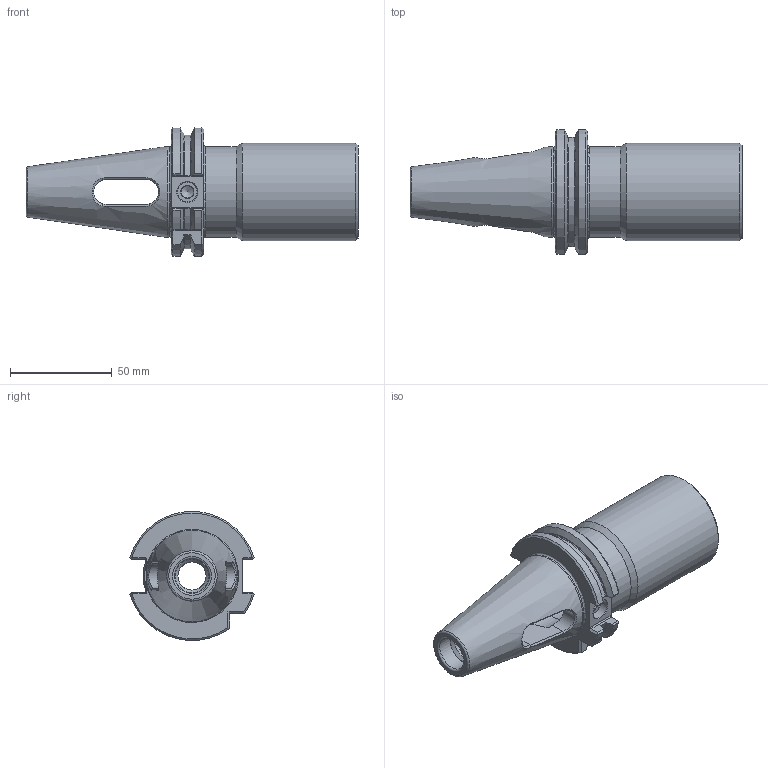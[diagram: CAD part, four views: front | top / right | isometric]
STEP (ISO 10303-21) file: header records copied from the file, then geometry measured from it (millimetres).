
FILE_DESCRIPTION( ( 'Unknown' ), '1' );
FILE_NAME( '224080430-E.stp', 'Unknown', ( 'Unknown' ), ( 'Unknown' ), 'PSStep 15.0.49', 'Unknown', ' ' );
FILE_SCHEMA( ( 'AUTOMOTIVE_DESIGN { 1 0 10303 214 1 1 1 1 }' ) );
Length unit declared in the file: millimetre
Products named in the file (1): 1
Bounding box: 163.25 x 61.01 x 63.35 mm (x, y, z)
Volume: 159396.1 mm3; surface area: 39647.7 mm2
Topology: 1 solids, 1 shells, 122 faces, 322 edges, 202 vertices
Faces by surface type: plane 45, cylinder 34, cone 24, torus 11, bspline 8
Full cylindrical faces by diameter (mm): 6 x1, 10 x1, 13.835 x2, 17 x1, 26.5 x1, 44.5 x1, 48 x1
Entity records: 5215 total; most frequent: CARTESIAN_POINT 1446, ORIENTED_EDGE 588, DIRECTION 527, EDGE_CURVE 294, AXIS2_PLACEMENT_3D 203, VERTEX_POINT 198, EDGE_LOOP 151, FACE_OUTER_BOUND 135
